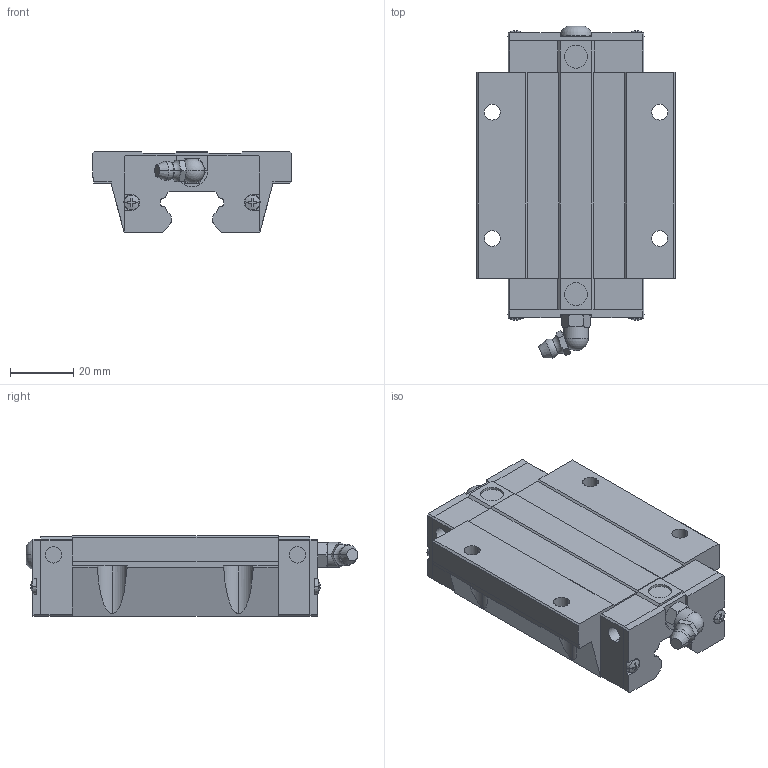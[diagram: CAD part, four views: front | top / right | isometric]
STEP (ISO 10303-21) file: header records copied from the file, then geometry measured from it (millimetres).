
FILE_DESCRIPTION(('STEP AP214'),'1');
FILE_NAME('cctmp_2343D336-F94F-44B2-8B62-C20EE9AA1044_2020_4_23_15_17_24_303..stp','2020-04-23T13:17:24',('HIWIN GmbH'),('CADClick - www.CADClick.com'),'Spatial InterOp 3D',' ','unknown authorization');
FILE_SCHEMA(('AUTOMOTIVE_DESIGN'));
Length unit declared in the file: millimetre
Products named in the file (1): HGW20HCZ0H_FILE
Bounding box: 63 x 105.11 x 25.4 mm (x, y, z)
Volume: 92935.2 mm3; surface area: 21458 mm2
Topology: 1 solids, 5 shells, 364 faces, 987 edges, 641 vertices
Faces by surface type: plane 222, cylinder 84, cone 38, torus 18, sphere 2
Entity records: 14526 total; most frequent: CARTESIAN_POINT 2487, ORIENTED_EDGE 1970, DIRECTION 1848, EDGE_CURVE 985, VERTEX_POINT 641, LINE 628, VECTOR 628, AXIS2_PLACEMENT_3D 610
